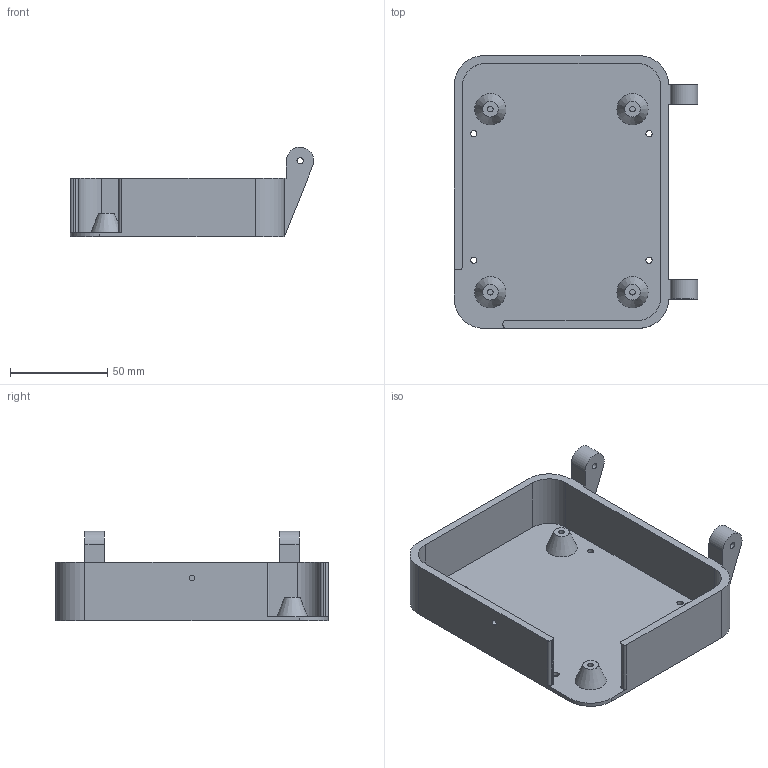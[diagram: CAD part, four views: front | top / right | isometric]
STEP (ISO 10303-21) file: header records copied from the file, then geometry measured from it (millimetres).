
FILE_DESCRIPTION(('FreeCAD Model'),'2;1');
FILE_NAME('Open CASCADE Shape Model','2022-01-15T11:06:32',('Author'),( ''),'Open CASCADE STEP processor 7.5','FreeCAD','Unknown');
FILE_SCHEMA(('AUTOMOTIVE_DESIGN { 1 0 10303 214 1 1 1 1 }'));
Length unit declared in the file: millimetre
Products named in the file (1): Fusion007
Bounding box: 124.99 x 140 x 45.99 mm (x, y, z)
Volume: 89006.3 mm3; surface area: 58732.6 mm2
Topology: 1 solids, 1 shells, 57 faces, 137 edges, 90 vertices
Faces by surface type: plane 29, cylinder 24, cone 4
Full cylindrical faces by diameter (mm): 2.8 x5, 3.2 x6
Entity records: 3840 total; most frequent: CARTESIAN_POINT 747, DIRECTION 545, LINE 291, VECTOR 291, ORIENTED_EDGE 274, PCURVE 274, DEFINITIONAL_REPRESENTATION 274, EDGE_CURVE 137
